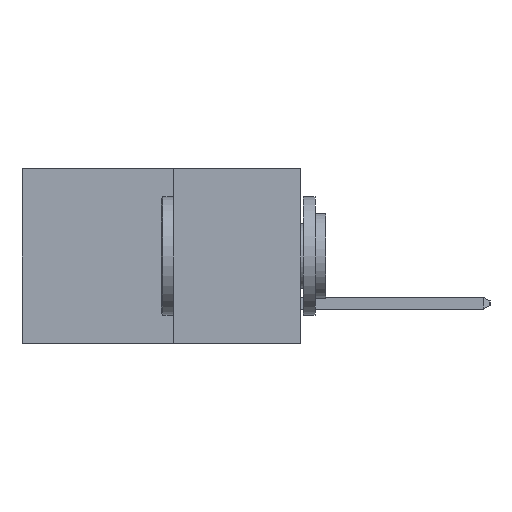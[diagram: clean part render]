
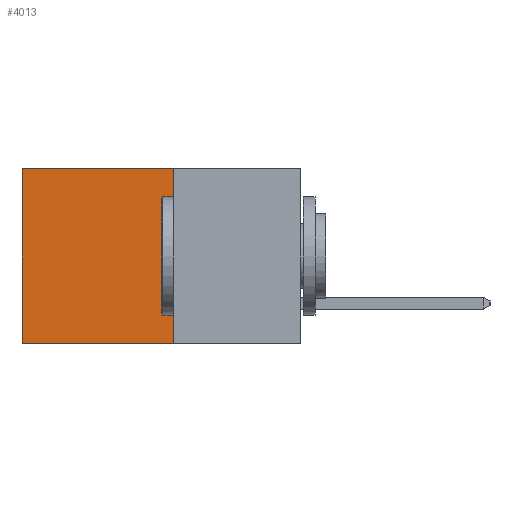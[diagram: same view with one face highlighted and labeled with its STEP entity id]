
A CAD part, left-side view. The second image highlights one B-rep face of the part: STEP entity #4013.
In plain terms, the highlighted planar face has unit normal (-1, 0, 0).
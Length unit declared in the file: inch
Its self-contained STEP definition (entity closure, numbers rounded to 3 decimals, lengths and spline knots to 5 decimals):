
#483 = DIRECTION ( 'NONE',  ( 0., 0., -1. ) ) ;
#661 = CARTESIAN_POINT ( 'NONE',  ( 0.277, 0.59, -0.37 ) ) ;
#834 = LINE ( 'NONE', #661, #11448 ) ;
#849 = VERTEX_POINT ( 'NONE', #12791 ) ;
#951 = EDGE_CURVE ( 'NONE', #10633, #7478, #5660, .T. ) ;
#1960 = VERTEX_POINT ( 'NONE', #6520 ) ;
#3148 = ORIENTED_EDGE ( 'NONE', *, *, #4178, .T. ) ;
#3435 = ORIENTED_EDGE ( 'NONE', *, *, #5235, .T. ) ;
#3482 = CARTESIAN_POINT ( 'NONE',  ( 0.277, 0.27, -0.37 ) ) ;
#3611 = ORIENTED_EDGE ( 'NONE', *, *, #951, .F. ) ;
#3663 = DIRECTION ( 'NONE',  ( 0., 0., -1. ) ) ;
#3704 = DIRECTION ( 'NONE',  ( 1., 0., 0. ) ) ;
#3984 = FACE_OUTER_BOUND ( 'NONE', #12073, .T. ) ;
#4013 = ADVANCED_FACE ( 'NONE', ( #3984 ), #4591, .F. ) ;
#4178 = EDGE_CURVE ( 'NONE', #1960, #849, #12503, .T. ) ;
#4591 = PLANE ( 'NONE',  #10831 ) ;
#5170 = CARTESIAN_POINT ( 'NONE',  ( 0.277, 0.59, -0.37 ) ) ;
#5235 = EDGE_CURVE ( 'NONE', #849, #7478, #834, .T. ) ;
#5660 = LINE ( 'NONE', #7923, #10443 ) ;
#6424 = CARTESIAN_POINT ( 'NONE',  ( 0.277, 0.27, -0.37 ) ) ;
#6426 = ORIENTED_EDGE ( 'NONE', *, *, #12844, .F. ) ;
#6520 = CARTESIAN_POINT ( 'NONE',  ( 0.277, 0.27, 0. ) ) ;
#6766 = DIRECTION ( 'NONE',  ( 0., 1., 0. ) ) ;
#6862 = CARTESIAN_POINT ( 'NONE',  ( 0.277, 0.27, 0. ) ) ;
#6939 = DIRECTION ( 'NONE',  ( 0., 0., -1. ) ) ;
#7478 = VERTEX_POINT ( 'NONE', #5170 ) ;
#7923 = CARTESIAN_POINT ( 'NONE',  ( 0.277, 0.27, -0.37 ) ) ;
#9903 = VECTOR ( 'NONE', #6766, 39.37008 ) ;
#9913 = DIRECTION ( 'NONE',  ( 0., 1., 0. ) ) ;
#10327 = VECTOR ( 'NONE', #6939, 39.37008 ) ;
#10443 = VECTOR ( 'NONE', #9913, 39.37008 ) ;
#10633 = VERTEX_POINT ( 'NONE', #6424 ) ;
#10831 = AXIS2_PLACEMENT_3D ( 'NONE', #3482, #3704, #3663 ) ;
#11448 = VECTOR ( 'NONE', #483, 39.37008 ) ;
#11923 = CARTESIAN_POINT ( 'NONE',  ( 0.277, 0.27, -0.37 ) ) ;
#12073 = EDGE_LOOP ( 'NONE', ( #3435, #3611, #6426, #3148 ) ) ;
#12503 = LINE ( 'NONE', #6862, #9903 ) ;
#12595 = LINE ( 'NONE', #11923, #10327 ) ;
#12791 = CARTESIAN_POINT ( 'NONE',  ( 0.277, 0.59, 0. ) ) ;
#12844 = EDGE_CURVE ( 'NONE', #1960, #10633, #12595, .T. ) ;
